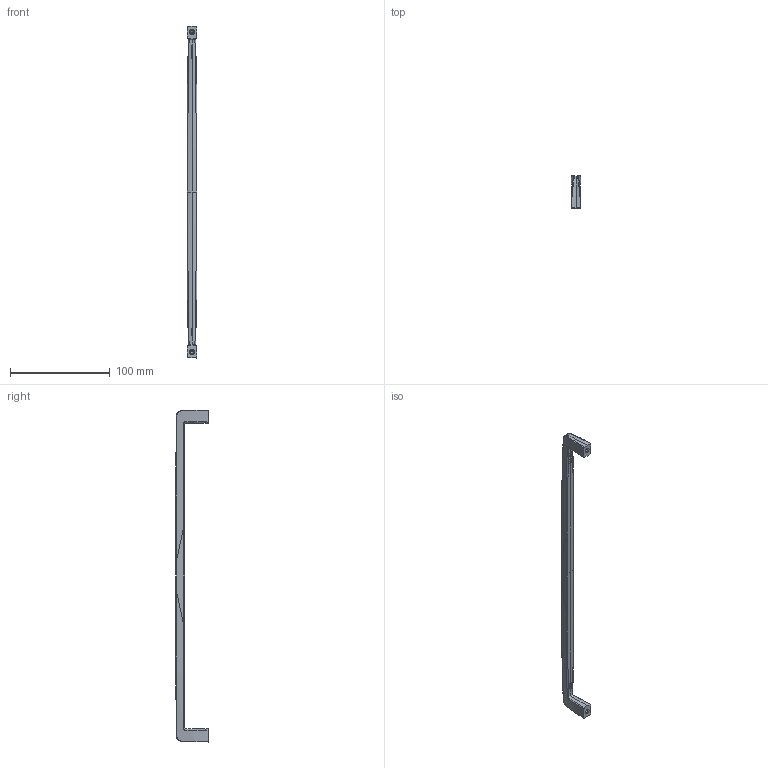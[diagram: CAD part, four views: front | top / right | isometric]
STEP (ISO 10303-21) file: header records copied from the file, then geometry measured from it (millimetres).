
FILE_DESCRIPTION(('Creo Elements/Direct Modeling STEP Export'),'2;1');
FILE_NAME('2570-332.stp','2021-07-23T 8:46:57',(''),(''),'Creo Elements/Direct Modeling STEP processor for AP214 (Solid Model)','Creo Elements/Direct Modeling 20.0 12-Nov-2016 (C) Parametric Technology GmbH','');
FILE_SCHEMA(('AUTOMOTIVE_DESIGN { 1 0 10303 214 1 1 1 1 }'));
Products named in the file (2): ZN-11537
Assembly tree (1 placements, depth 2):
  ZN-11537
    ZN-11537
Bounding box: 10 x 32.32 x 332.22 mm (x, y, z)
Volume: 29409.6 mm3; surface area: 13512.1 mm2
Topology: 1 solids, 1 shells, 612 faces, 1784 edges, 1178 vertices
Faces by surface type: plane 546, bspline 46, cylinder 12, cone 8
Entity records: 48132 total; most frequent: CARTESIAN_POINT 33435, ORIENTED_EDGE 3560, EDGE_CURVE 1780, DIRECTION 1730, VERTEX_POINT 1178, B_SPLINE_CURVE_WITH_KNOTS 1170, SURFACE_CURVE 1040, EDGE_LOOP 620
